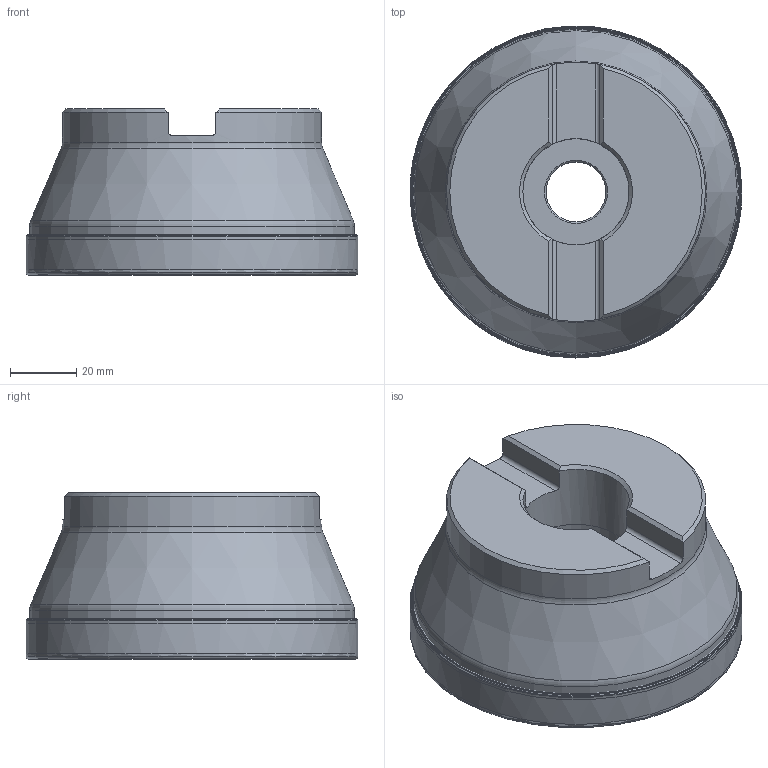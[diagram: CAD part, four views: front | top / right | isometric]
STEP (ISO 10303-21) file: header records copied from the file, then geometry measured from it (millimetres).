
FILE_DESCRIPTION(/* description */ (''),/* implementation_level */ '2;1');
FILE_NAME(/* name */ '100A08R_S90LN12_C_115008884ndi000_00_SIM.stp',/* time_stamp */ '2019-12-09T09:40:00+01:00',/* author */ (''),/* organization */ (''),/* preprocessor_version */ 'ST-DEVELOPER v16.7',/* originating_system */ 'SIEMENS PLM Software NX 12.0',/* authorisation */ '');
FILE_SCHEMA (('AUTOMOTIVE_DESIGN { 1 0 10303 214 3 1 1 1 }'));
Length unit declared in the file: millimetre
Products named in the file (1): wq703E589E8A8fhz
Bounding box: 99.93 x 99.93 x 50 mm (x, y, z)
Volume: 277880.7 mm3; surface area: 42751.3 mm2
Topology: 2 solids, 2 shells, 76 faces, 171 edges, 99 vertices
Faces by surface type: revolution 36, plane 16, cylinder 10, cone 8, torus 6
Full cylindrical faces by diameter (mm): 18 x1, 32 x1, 34 x1, 45 x1, 78 x1, 97.783 x1
Entity records: 2171 total; most frequent: CARTESIAN_POINT 729, DIRECTION 268, ORIENTED_EDGE 214, EDGE_LOOP 132, FACE_BOUND 112, EDGE_CURVE 107, AXIS2_PLACEMENT_3D 104, VERTEX_POINT 87
